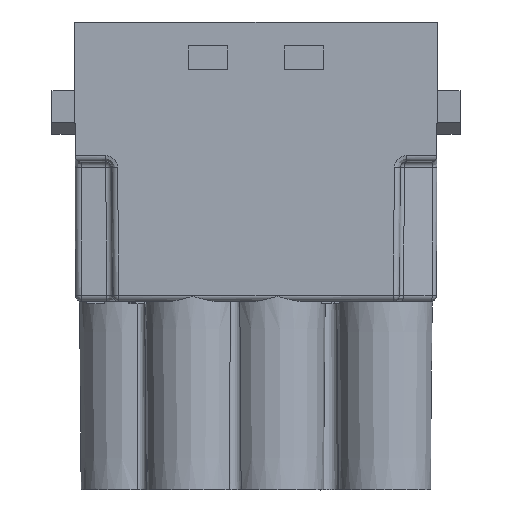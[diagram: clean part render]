
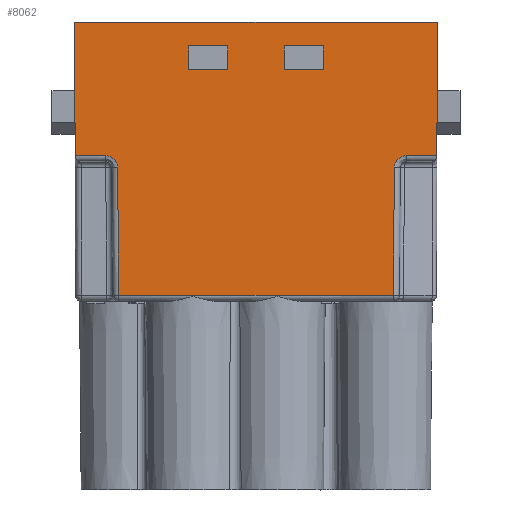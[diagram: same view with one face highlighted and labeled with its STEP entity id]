
A CAD part, top view. The second image highlights one B-rep face of the part: STEP entity #8062.
In plain terms, the highlighted planar face has unit normal (0, -0.004, 1).
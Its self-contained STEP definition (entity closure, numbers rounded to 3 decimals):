
#346=DIRECTION('',(1.,0.,0.));
#347=VECTOR('',#346,23.009);
#348=CARTESIAN_POINT('',(-11.504,-17.302,7.22));
#349=LINE('',#348,#347);
#406=CARTESIAN_POINT('',(12.598,-5.602,7.261));
#407=CARTESIAN_POINT('',(12.509,-5.602,7.261));
#408=CARTESIAN_POINT('',(12.337,-5.625,7.261));
#409=CARTESIAN_POINT('',(12.094,-5.725,7.26));
#410=CARTESIAN_POINT('',(11.886,-5.884,7.26));
#411=CARTESIAN_POINT('',(11.725,-6.09,7.259));
#412=CARTESIAN_POINT('',(11.623,-6.333,7.258));
#413=CARTESIAN_POINT('',(11.599,-6.504,7.258));
#414=CARTESIAN_POINT('',(11.598,-6.593,7.257));
#416=DIRECTION('',(-0.009,-1.,-0.003));
#417=VECTOR('',#416,10.709);
#418=CARTESIAN_POINT('',(11.598,-6.593,7.257));
#419=LINE('',#418,#417);
#420=DIRECTION('',(-0.009,1.,0.003));
#421=VECTOR('',#420,10.709);
#422=CARTESIAN_POINT('',(-11.504,-17.302,7.22));
#423=LINE('',#422,#421);
#424=CARTESIAN_POINT('',(-11.598,-6.593,7.257));
#425=CARTESIAN_POINT('',(-11.599,-6.504,7.258));
#426=CARTESIAN_POINT('',(-11.623,-6.333,7.258));
#427=CARTESIAN_POINT('',(-11.725,-6.09,7.259));
#428=CARTESIAN_POINT('',(-11.886,-5.884,7.26));
#429=CARTESIAN_POINT('',(-12.094,-5.725,7.26));
#430=CARTESIAN_POINT('',(-12.337,-5.625,7.261));
#431=CARTESIAN_POINT('',(-12.509,-5.602,7.261));
#432=CARTESIAN_POINT('',(-12.598,-5.602,7.261));
#434=DIRECTION('',(-0.003,-1.,-0.003));
#435=VECTOR('',#434,11.202);
#436=CARTESIAN_POINT('',(15.2,5.6,7.3));
#437=LINE('',#436,#435);
#438=DIRECTION('',(-1.,0.,0.));
#439=VECTOR('',#438,3.3);
#440=CARTESIAN_POINT('',(5.65,3.6,7.293));
#441=LINE('',#440,#439);
#442=DIRECTION('',(1.,0.,0.));
#443=VECTOR('',#442,3.3);
#444=CARTESIAN_POINT('',(2.35,1.6,7.286));
#445=LINE('',#444,#443);
#446=DIRECTION('',(0.,1.,0.003));
#447=VECTOR('',#446,2.);
#448=CARTESIAN_POINT('',(5.65,1.6,7.286));
#449=LINE('',#448,#447);
#450=DIRECTION('',(1.,0.,0.));
#451=VECTOR('',#450,3.3);
#452=CARTESIAN_POINT('',(-5.65,1.6,7.286));
#453=LINE('',#452,#451);
#454=DIRECTION('',(0.,1.,0.003));
#455=VECTOR('',#454,2.);
#456=CARTESIAN_POINT('',(-2.35,1.6,7.286));
#457=LINE('',#456,#455);
#458=DIRECTION('',(-1.,0.,0.));
#459=VECTOR('',#458,3.3);
#460=CARTESIAN_POINT('',(-2.35,3.6,7.293));
#461=LINE('',#460,#459);
#462=DIRECTION('',(0.,-1.,-0.003));
#463=VECTOR('',#462,2.);
#464=CARTESIAN_POINT('',(-5.65,3.6,7.293));
#465=LINE('',#464,#463);
#470=DIRECTION('',(1.,0.,0.));
#471=VECTOR('',#470,2.563);
#472=CARTESIAN_POINT('',(12.598,-5.602,7.261));
#473=LINE('',#472,#471);
#672=DIRECTION('',(0.003,-1.,-0.003));
#673=VECTOR('',#672,11.202);
#674=CARTESIAN_POINT('',(-15.2,5.6,7.3));
#675=LINE('',#674,#673);
#692=DIRECTION('',(1.,0.,0.));
#693=VECTOR('',#692,2.563);
#694=CARTESIAN_POINT('',(-15.161,-5.602,7.261));
#695=LINE('',#694,#693);
#3730=DIRECTION('',(-1.,0.,0.));
#3731=VECTOR('',#3730,30.4);
#3732=CARTESIAN_POINT('',(15.2,5.6,7.3));
#3733=LINE('',#3732,#3731);
#5881=DIRECTION('',(0.,1.,0.003));
#5882=VECTOR('',#5881,2.);
#5883=CARTESIAN_POINT('',(2.35,1.6,7.286));
#5884=LINE('',#5883,#5882);
#6310=CARTESIAN_POINT('',(-15.161,-5.602,
7.261));
#6312=VERTEX_POINT('',#6310);
#6320=CARTESIAN_POINT('',(-15.2,5.6,7.3));
#6321=VERTEX_POINT('',#6320);
#6342=CARTESIAN_POINT('',(-12.598,-5.602,
7.261));
#6343=VERTEX_POINT('',#6342);
#6344=CARTESIAN_POINT('',(12.598,-5.602,7.261));
#6345=CARTESIAN_POINT('',(15.161,-5.602,7.261));
#6346=VERTEX_POINT('',#6344);
#6347=VERTEX_POINT('',#6345);
#6348=VERTEX_POINT('',#414);
#6349=CARTESIAN_POINT('',(11.504,-17.302,7.22));
#6350=VERTEX_POINT('',#6349);
#6351=CARTESIAN_POINT('',(-11.504,-17.302,
7.22));
#6352=VERTEX_POINT('',#6351);
#6353=CARTESIAN_POINT('',(-11.598,-6.593,
7.257));
#6354=VERTEX_POINT('',#6353);
#6355=CARTESIAN_POINT('',(15.2,5.6,7.3));
#6356=VERTEX_POINT('',#6355);
#6357=CARTESIAN_POINT('',(5.65,3.6,7.293));
#6358=CARTESIAN_POINT('',(2.35,3.6,7.293));
#6359=VERTEX_POINT('',#6357);
#6360=VERTEX_POINT('',#6358);
#6361=CARTESIAN_POINT('',(2.35,1.6,7.286));
#6362=VERTEX_POINT('',#6361);
#6363=CARTESIAN_POINT('',(5.65,1.6,7.286));
#6364=VERTEX_POINT('',#6363);
#6365=CARTESIAN_POINT('',(-5.65,1.6,7.286));
#6366=CARTESIAN_POINT('',(-2.35,1.6,7.286));
#6367=VERTEX_POINT('',#6365);
#6368=VERTEX_POINT('',#6366);
#6369=CARTESIAN_POINT('',(-2.35,3.6,7.293));
#6370=VERTEX_POINT('',#6369);
#6371=CARTESIAN_POINT('',(-5.65,3.6,7.293));
#6372=VERTEX_POINT('',#6371);
#8016=CARTESIAN_POINT('',(-16.848,5.6,7.3));
#8017=DIRECTION('',(0.,-0.003,1.));
#8018=DIRECTION('',(1.,0.,0.));
#8019=AXIS2_PLACEMENT_3D('',#8016,#8017,#8018);
#8020=PLANE('',#8019);
#8022=ORIENTED_EDGE('',*,*,#8021,.F.);
#8024=ORIENTED_EDGE('',*,*,#8023,.T.);
#8026=ORIENTED_EDGE('',*,*,#8025,.T.);
#8027=ORIENTED_EDGE('',*,*,#7998,.F.);
#8029=ORIENTED_EDGE('',*,*,#8028,.T.);
#8031=ORIENTED_EDGE('',*,*,#8030,.T.);
#8033=ORIENTED_EDGE('',*,*,#8032,.F.);
#8035=ORIENTED_EDGE('',*,*,#8034,.F.);
#8037=ORIENTED_EDGE('',*,*,#8036,.F.);
#8039=ORIENTED_EDGE('',*,*,#8038,.T.);
#8040=EDGE_LOOP('',(#8022,#8024,#8026,#8027,#8029,#8031,#8033,#8035,#8037,
#8039));
#8041=FACE_OUTER_BOUND('',#8040,.F.);
#8043=ORIENTED_EDGE('',*,*,#8042,.T.);
#8045=ORIENTED_EDGE('',*,*,#8044,.F.);
#8047=ORIENTED_EDGE('',*,*,#8046,.T.);
#8049=ORIENTED_EDGE('',*,*,#8048,.T.);
#8050=EDGE_LOOP('',(#8043,#8045,#8047,#8049));
#8051=FACE_BOUND('',#8050,.F.);
#8053=ORIENTED_EDGE('',*,*,#8052,.T.);
#8055=ORIENTED_EDGE('',*,*,#8054,.T.);
#8057=ORIENTED_EDGE('',*,*,#8056,.T.);
#8059=ORIENTED_EDGE('',*,*,#8058,.T.);
#8060=EDGE_LOOP('',(#8053,#8055,#8057,#8059));
#8061=FACE_BOUND('',#8060,.F.);
#415=B_SPLINE_CURVE_WITH_KNOTS('',3,(#406,#407,#408,#409,#410,#411,#412,#413,
#414),.UNSPECIFIED.,.F.,.F.,(4,1,1,1,1,1,4),(0.,0.167,
0.333,0.5,0.667,0.833,1.),
.UNSPECIFIED.);
#433=B_SPLINE_CURVE_WITH_KNOTS('',3,(#424,#425,#426,#427,#428,#429,#430,#431,
#432),.UNSPECIFIED.,.F.,.F.,(4,1,1,1,1,1,4),(0.,0.167,
0.333,0.5,0.667,0.833,1.),
.UNSPECIFIED.);
#7998=EDGE_CURVE('',#6352,#6350,#349,.T.);
#8021=EDGE_CURVE('',#6346,#6347,#473,.T.);
#8023=EDGE_CURVE('',#6346,#6348,#415,.T.);
#8025=EDGE_CURVE('',#6348,#6350,#419,.T.);
#8028=EDGE_CURVE('',#6352,#6354,#423,.T.);
#8030=EDGE_CURVE('',#6354,#6343,#433,.T.);
#8032=EDGE_CURVE('',#6312,#6343,#695,.T.);
#8034=EDGE_CURVE('',#6321,#6312,#675,.T.);
#8036=EDGE_CURVE('',#6356,#6321,#3733,.T.);
#8038=EDGE_CURVE('',#6356,#6347,#437,.T.);
#8042=EDGE_CURVE('',#6359,#6360,#441,.T.);
#8044=EDGE_CURVE('',#6362,#6360,#5884,.T.);
#8046=EDGE_CURVE('',#6362,#6364,#445,.T.);
#8048=EDGE_CURVE('',#6364,#6359,#449,.T.);
#8052=EDGE_CURVE('',#6367,#6368,#453,.T.);
#8054=EDGE_CURVE('',#6368,#6370,#457,.T.);
#8056=EDGE_CURVE('',#6370,#6372,#461,.T.);
#8058=EDGE_CURVE('',#6372,#6367,#465,.T.);
#8062=ADVANCED_FACE('',(#8041,#8051,#8061),#8020,.T.);
